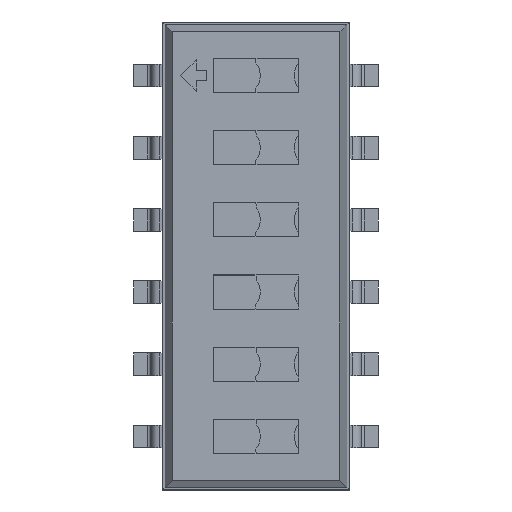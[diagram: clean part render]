
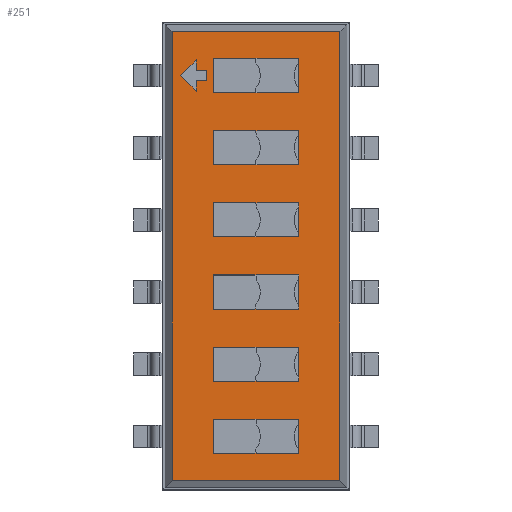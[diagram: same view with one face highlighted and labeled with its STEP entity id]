
A CAD part, top view. The second image highlights one B-rep face of the part: STEP entity #251.
In plain terms, the highlighted planar face has unit normal (0, 0, 1).
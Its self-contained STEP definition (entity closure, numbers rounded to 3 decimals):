
#26=VECTOR('',#27,1.);
#27=DIRECTION('',(0.,1.,0.));
#50=VECTOR('',#51,1.);
#51=DIRECTION('',(-1.,0.,0.));
#57=VECTOR('',#58,1.);
#58=DIRECTION('',(0.,-1.,0.));
#62=VECTOR('',#63,1.);
#63=DIRECTION('',(1.,0.,0.));
#66=DIRECTION('',(0.,0.,-1.));
#201=VERTEX_POINT('',#202);
#202=CARTESIAN_POINT('',(2.956,7.891,2.6));
#204=ORIENTED_EDGE('',*,*,#205,.F.);
#205=EDGE_CURVE('',#206,#201,#208,.T.);
#206=VERTEX_POINT('',#207);
#207=CARTESIAN_POINT('',(2.956,-7.891,2.6));
#208=LINE('',#207,#26);
#243=VERTEX_POINT('',#244);
#244=CARTESIAN_POINT('',(-2.956,7.891,2.6));
#246=ORIENTED_EDGE('',*,*,#247,.F.);
#247=EDGE_CURVE('',#201,#243,#248,.T.);
#248=LINE('',#202,#50);
#251=ADVANCED_FACE('',(#252,#262,#307,#345,#383,#421,#459,#497),#535,.F.);
#252=FACE_BOUND('',#253,.F.);
#253=EDGE_LOOP('',(#204,#254,#259,#246));
#254=ORIENTED_EDGE('',*,*,#255,.F.);
#255=EDGE_CURVE('',#256,#206,#258,.T.);
#256=VERTEX_POINT('',#257);
#257=CARTESIAN_POINT('',(-2.956,-7.891,2.6));
#258=LINE('',#257,#62);
#259=ORIENTED_EDGE('',*,*,#260,.F.);
#260=EDGE_CURVE('',#243,#256,#261,.T.);
#261=LINE('',#244,#57);
#262=FACE_BOUND('',#263,.F.);
#263=EDGE_LOOP('',(#264,#273,#278,#285,#290,#297,#304));
#264=ORIENTED_EDGE('',*,*,#265,.T.);
#265=EDGE_CURVE('',#266,#268,#270,.T.);
#266=VERTEX_POINT('',#267);
#267=CARTESIAN_POINT('',(-2.106,6.167,2.6));
#268=VERTEX_POINT('',#269);
#269=CARTESIAN_POINT('',(-1.739,6.167,2.6));
#270=LINE('',#267,#271);
#271=VECTOR('',#272,1.);
#272=DIRECTION('',(1.,0.,0.));
#273=ORIENTED_EDGE('',*,*,#274,.T.);
#274=EDGE_CURVE('',#268,#275,#277,.T.);
#275=VERTEX_POINT('',#276);
#276=CARTESIAN_POINT('',(-1.739,6.533,2.6));
#277=LINE('',#269,#26);
#278=ORIENTED_EDGE('',*,*,#279,.T.);
#279=EDGE_CURVE('',#275,#280,#282,.T.);
#280=VERTEX_POINT('',#281);
#281=CARTESIAN_POINT('',(-2.106,6.533,2.6));
#282=LINE('',#276,#283);
#283=VECTOR('',#284,1.);
#284=DIRECTION('',(-1.,0.,0.));
#285=ORIENTED_EDGE('',*,*,#286,.T.);
#286=EDGE_CURVE('',#280,#287,#289,.T.);
#287=VERTEX_POINT('',#288);
#288=CARTESIAN_POINT('',(-2.106,6.9,2.6));
#289=LINE('',#281,#26);
#290=ORIENTED_EDGE('',*,*,#291,.T.);
#291=EDGE_CURVE('',#287,#292,#294,.T.);
#292=VERTEX_POINT('',#293);
#293=CARTESIAN_POINT('',(-2.656,6.35,2.6));
#294=LINE('',#288,#295);
#295=VECTOR('',#296,1.);
#296=DIRECTION('',(-0.707,-0.707,0.));
#297=ORIENTED_EDGE('',*,*,#298,.T.);
#298=EDGE_CURVE('',#292,#299,#301,.T.);
#299=VERTEX_POINT('',#300);
#300=CARTESIAN_POINT('',(-2.106,5.8,2.6));
#301=LINE('',#293,#302);
#302=VECTOR('',#303,1.);
#303=DIRECTION('',(0.707,-0.707,0.));
#304=ORIENTED_EDGE('',*,*,#305,.T.);
#305=EDGE_CURVE('',#299,#266,#306,.T.);
#306=LINE('',#300,#26);
#307=FACE_BOUND('',#308,.F.);
#308=EDGE_LOOP('',(#309,#316,#320,#325,#330,#334,#339,#343));
#309=ORIENTED_EDGE('',*,*,#310,.T.);
#310=EDGE_CURVE('',#311,#313,#315,.T.);
#311=VERTEX_POINT('',#312);
#312=CARTESIAN_POINT('',(1.5,6.95,2.6));
#313=VERTEX_POINT('',#314);
#314=CARTESIAN_POINT('',(0.,6.95,2.6));
#315=LINE('',#312,#50);
#316=ORIENTED_EDGE('',*,*,#317,.T.);
#317=EDGE_CURVE('',#313,#318,#315,.T.);
#318=VERTEX_POINT('',#319);
#319=CARTESIAN_POINT('',(-1.5,6.95,2.6));
#320=ORIENTED_EDGE('',*,*,#321,.T.);
#321=EDGE_CURVE('',#318,#322,#324,.T.);
#322=VERTEX_POINT('',#323);
#323=CARTESIAN_POINT('',(-1.5,5.75,2.6));
#324=LINE('',#319,#57);
#325=ORIENTED_EDGE('',*,*,#326,.T.);
#326=EDGE_CURVE('',#322,#327,#329,.T.);
#327=VERTEX_POINT('',#328);
#328=CARTESIAN_POINT('',(0.,5.75,2.6));
#329=LINE('',#323,#62);
#330=ORIENTED_EDGE('',*,*,#331,.T.);
#331=EDGE_CURVE('',#327,#332,#329,.T.);
#332=VERTEX_POINT('',#333);
#333=CARTESIAN_POINT('',(1.5,5.75,2.6));
#334=ORIENTED_EDGE('',*,*,#335,.T.);
#335=EDGE_CURVE('',#332,#336,#338,.T.);
#336=VERTEX_POINT('',#337);
#337=CARTESIAN_POINT('',(1.5,5.9,2.6));
#338=LINE('',#333,#26);
#339=ORIENTED_EDGE('',*,*,#340,.T.);
#340=EDGE_CURVE('',#336,#341,#338,.T.);
#341=VERTEX_POINT('',#342);
#342=CARTESIAN_POINT('',(1.5,6.8,2.6));
#343=ORIENTED_EDGE('',*,*,#344,.T.);
#344=EDGE_CURVE('',#341,#311,#338,.T.);
#345=FACE_BOUND('',#346,.F.);
#346=EDGE_LOOP('',(#347,#354,#359,#363,#368,#372,#376,#381));
#347=ORIENTED_EDGE('',*,*,#348,.T.);
#348=EDGE_CURVE('',#349,#351,#353,.T.);
#349=VERTEX_POINT('',#350);
#350=CARTESIAN_POINT('',(-1.5,4.41,2.6));
#351=VERTEX_POINT('',#352);
#352=CARTESIAN_POINT('',(-1.5,3.21,2.6));
#353=LINE('',#350,#57);
#354=ORIENTED_EDGE('',*,*,#355,.T.);
#355=EDGE_CURVE('',#351,#356,#358,.T.);
#356=VERTEX_POINT('',#357);
#357=CARTESIAN_POINT('',(0.,3.21,2.6));
#358=LINE('',#352,#62);
#359=ORIENTED_EDGE('',*,*,#360,.T.);
#360=EDGE_CURVE('',#356,#361,#358,.T.);
#361=VERTEX_POINT('',#362);
#362=CARTESIAN_POINT('',(1.5,3.21,2.6));
#363=ORIENTED_EDGE('',*,*,#364,.T.);
#364=EDGE_CURVE('',#361,#365,#367,.T.);
#365=VERTEX_POINT('',#366);
#366=CARTESIAN_POINT('',(1.5,3.36,2.6));
#367=LINE('',#362,#26);
#368=ORIENTED_EDGE('',*,*,#369,.T.);
#369=EDGE_CURVE('',#365,#370,#367,.T.);
#370=VERTEX_POINT('',#371);
#371=CARTESIAN_POINT('',(1.5,4.26,2.6));
#372=ORIENTED_EDGE('',*,*,#373,.T.);
#373=EDGE_CURVE('',#370,#374,#367,.T.);
#374=VERTEX_POINT('',#375);
#375=CARTESIAN_POINT('',(1.5,4.41,2.6));
#376=ORIENTED_EDGE('',*,*,#377,.T.);
#377=EDGE_CURVE('',#374,#378,#380,.T.);
#378=VERTEX_POINT('',#379);
#379=CARTESIAN_POINT('',(0.,4.41,2.6));
#380=LINE('',#375,#50);
#381=ORIENTED_EDGE('',*,*,#382,.T.);
#382=EDGE_CURVE('',#378,#349,#380,.T.);
#383=FACE_BOUND('',#384,.F.);
#384=EDGE_LOOP('',(#385,#392,#396,#400,#405,#409,#414,#419));
#385=ORIENTED_EDGE('',*,*,#386,.T.);
#386=EDGE_CURVE('',#387,#389,#391,.T.);
#387=VERTEX_POINT('',#388);
#388=CARTESIAN_POINT('',(1.5,0.67,2.6));
#389=VERTEX_POINT('',#390);
#390=CARTESIAN_POINT('',(1.5,0.82,2.6));
#391=LINE('',#388,#26);
#392=ORIENTED_EDGE('',*,*,#393,.T.);
#393=EDGE_CURVE('',#389,#394,#391,.T.);
#394=VERTEX_POINT('',#395);
#395=CARTESIAN_POINT('',(1.5,1.72,2.6));
#396=ORIENTED_EDGE('',*,*,#397,.T.);
#397=EDGE_CURVE('',#394,#398,#391,.T.);
#398=VERTEX_POINT('',#399);
#399=CARTESIAN_POINT('',(1.5,1.87,2.6));
#400=ORIENTED_EDGE('',*,*,#401,.T.);
#401=EDGE_CURVE('',#398,#402,#404,.T.);
#402=VERTEX_POINT('',#403);
#403=CARTESIAN_POINT('',(0.,1.87,2.6));
#404=LINE('',#399,#50);
#405=ORIENTED_EDGE('',*,*,#406,.T.);
#406=EDGE_CURVE('',#402,#407,#404,.T.);
#407=VERTEX_POINT('',#408);
#408=CARTESIAN_POINT('',(-1.5,1.87,2.6));
#409=ORIENTED_EDGE('',*,*,#410,.T.);
#410=EDGE_CURVE('',#407,#411,#413,.T.);
#411=VERTEX_POINT('',#412);
#412=CARTESIAN_POINT('',(-1.5,0.67,2.6));
#413=LINE('',#408,#57);
#414=ORIENTED_EDGE('',*,*,#415,.T.);
#415=EDGE_CURVE('',#411,#416,#418,.T.);
#416=VERTEX_POINT('',#417);
#417=CARTESIAN_POINT('',(0.,0.67,2.6));
#418=LINE('',#412,#62);
#419=ORIENTED_EDGE('',*,*,#420,.T.);
#420=EDGE_CURVE('',#416,#387,#418,.T.);
#421=FACE_BOUND('',#422,.F.);
#422=EDGE_LOOP('',(#423,#430,#435,#439,#444,#448,#452,#457));
#423=ORIENTED_EDGE('',*,*,#424,.T.);
#424=EDGE_CURVE('',#425,#427,#429,.T.);
#425=VERTEX_POINT('',#426);
#426=CARTESIAN_POINT('',(-1.5,-5.75,2.6));
#427=VERTEX_POINT('',#428);
#428=CARTESIAN_POINT('',(-1.5,-6.95,2.6));
#429=LINE('',#426,#57);
#430=ORIENTED_EDGE('',*,*,#431,.T.);
#431=EDGE_CURVE('',#427,#432,#434,.T.);
#432=VERTEX_POINT('',#433);
#433=CARTESIAN_POINT('',(0.,-6.95,2.6));
#434=LINE('',#428,#62);
#435=ORIENTED_EDGE('',*,*,#436,.T.);
#436=EDGE_CURVE('',#432,#437,#434,.T.);
#437=VERTEX_POINT('',#438);
#438=CARTESIAN_POINT('',(1.5,-6.95,2.6));
#439=ORIENTED_EDGE('',*,*,#440,.T.);
#440=EDGE_CURVE('',#437,#441,#443,.T.);
#441=VERTEX_POINT('',#442);
#442=CARTESIAN_POINT('',(1.5,-6.8,2.6));
#443=LINE('',#438,#26);
#444=ORIENTED_EDGE('',*,*,#445,.T.);
#445=EDGE_CURVE('',#441,#446,#443,.T.);
#446=VERTEX_POINT('',#447);
#447=CARTESIAN_POINT('',(1.5,-5.9,2.6));
#448=ORIENTED_EDGE('',*,*,#449,.T.);
#449=EDGE_CURVE('',#446,#450,#443,.T.);
#450=VERTEX_POINT('',#451);
#451=CARTESIAN_POINT('',(1.5,-5.75,2.6));
#452=ORIENTED_EDGE('',*,*,#453,.T.);
#453=EDGE_CURVE('',#450,#454,#456,.T.);
#454=VERTEX_POINT('',#455);
#455=CARTESIAN_POINT('',(0.,-5.75,2.6));
#456=LINE('',#451,#50);
#457=ORIENTED_EDGE('',*,*,#458,.T.);
#458=EDGE_CURVE('',#454,#425,#456,.T.);
#459=FACE_BOUND('',#460,.F.);
#460=EDGE_LOOP('',(#461,#468,#473,#477,#482,#486,#490,#495));
#461=ORIENTED_EDGE('',*,*,#462,.T.);
#462=EDGE_CURVE('',#463,#465,#467,.T.);
#463=VERTEX_POINT('',#464);
#464=CARTESIAN_POINT('',(-1.5,-3.21,2.6));
#465=VERTEX_POINT('',#466);
#466=CARTESIAN_POINT('',(-1.5,-4.41,2.6));
#467=LINE('',#464,#57);
#468=ORIENTED_EDGE('',*,*,#469,.T.);
#469=EDGE_CURVE('',#465,#470,#472,.T.);
#470=VERTEX_POINT('',#471);
#471=CARTESIAN_POINT('',(0.,-4.41,2.6));
#472=LINE('',#466,#62);
#473=ORIENTED_EDGE('',*,*,#474,.T.);
#474=EDGE_CURVE('',#470,#475,#472,.T.);
#475=VERTEX_POINT('',#476);
#476=CARTESIAN_POINT('',(1.5,-4.41,2.6));
#477=ORIENTED_EDGE('',*,*,#478,.T.);
#478=EDGE_CURVE('',#475,#479,#481,.T.);
#479=VERTEX_POINT('',#480);
#480=CARTESIAN_POINT('',(1.5,-4.26,2.6));
#481=LINE('',#476,#26);
#482=ORIENTED_EDGE('',*,*,#483,.T.);
#483=EDGE_CURVE('',#479,#484,#481,.T.);
#484=VERTEX_POINT('',#485);
#485=CARTESIAN_POINT('',(1.5,-3.36,2.6));
#486=ORIENTED_EDGE('',*,*,#487,.T.);
#487=EDGE_CURVE('',#484,#488,#481,.T.);
#488=VERTEX_POINT('',#489);
#489=CARTESIAN_POINT('',(1.5,-3.21,2.6));
#490=ORIENTED_EDGE('',*,*,#491,.T.);
#491=EDGE_CURVE('',#488,#492,#494,.T.);
#492=VERTEX_POINT('',#493);
#493=CARTESIAN_POINT('',(0.,-3.21,2.6));
#494=LINE('',#489,#50);
#495=ORIENTED_EDGE('',*,*,#496,.T.);
#496=EDGE_CURVE('',#492,#463,#494,.T.);
#497=FACE_BOUND('',#498,.F.);
#498=EDGE_LOOP('',(#499,#506,#510,#515,#519,#523,#528,#532));
#499=ORIENTED_EDGE('',*,*,#500,.T.);
#500=EDGE_CURVE('',#501,#503,#505,.T.);
#501=VERTEX_POINT('',#502);
#502=CARTESIAN_POINT('',(-1.5,-1.87,2.6));
#503=VERTEX_POINT('',#504);
#504=CARTESIAN_POINT('',(0.,-1.87,2.6));
#505=LINE('',#502,#62);
#506=ORIENTED_EDGE('',*,*,#507,.T.);
#507=EDGE_CURVE('',#503,#508,#505,.T.);
#508=VERTEX_POINT('',#509);
#509=CARTESIAN_POINT('',(1.5,-1.87,2.6));
#510=ORIENTED_EDGE('',*,*,#511,.T.);
#511=EDGE_CURVE('',#508,#512,#514,.T.);
#512=VERTEX_POINT('',#513);
#513=CARTESIAN_POINT('',(1.5,-1.72,2.6));
#514=LINE('',#509,#26);
#515=ORIENTED_EDGE('',*,*,#516,.T.);
#516=EDGE_CURVE('',#512,#517,#514,.T.);
#517=VERTEX_POINT('',#518);
#518=CARTESIAN_POINT('',(1.5,-0.82,2.6));
#519=ORIENTED_EDGE('',*,*,#520,.T.);
#520=EDGE_CURVE('',#517,#521,#514,.T.);
#521=VERTEX_POINT('',#522);
#522=CARTESIAN_POINT('',(1.5,-0.67,2.6));
#523=ORIENTED_EDGE('',*,*,#524,.T.);
#524=EDGE_CURVE('',#521,#525,#527,.T.);
#525=VERTEX_POINT('',#526);
#526=CARTESIAN_POINT('',(0.,-0.67,2.6));
#527=LINE('',#522,#50);
#528=ORIENTED_EDGE('',*,*,#529,.T.);
#529=EDGE_CURVE('',#525,#530,#527,.T.);
#530=VERTEX_POINT('',#531);
#531=CARTESIAN_POINT('',(-1.5,-0.67,2.6));
#532=ORIENTED_EDGE('',*,*,#533,.T.);
#533=EDGE_CURVE('',#530,#501,#534,.T.);
#534=LINE('',#531,#57);
#535=PLANE('',#536);
#536=AXIS2_PLACEMENT_3D('',#207,#66,#537);
#537=DIRECTION('',(-0.351,0.936,0.));
